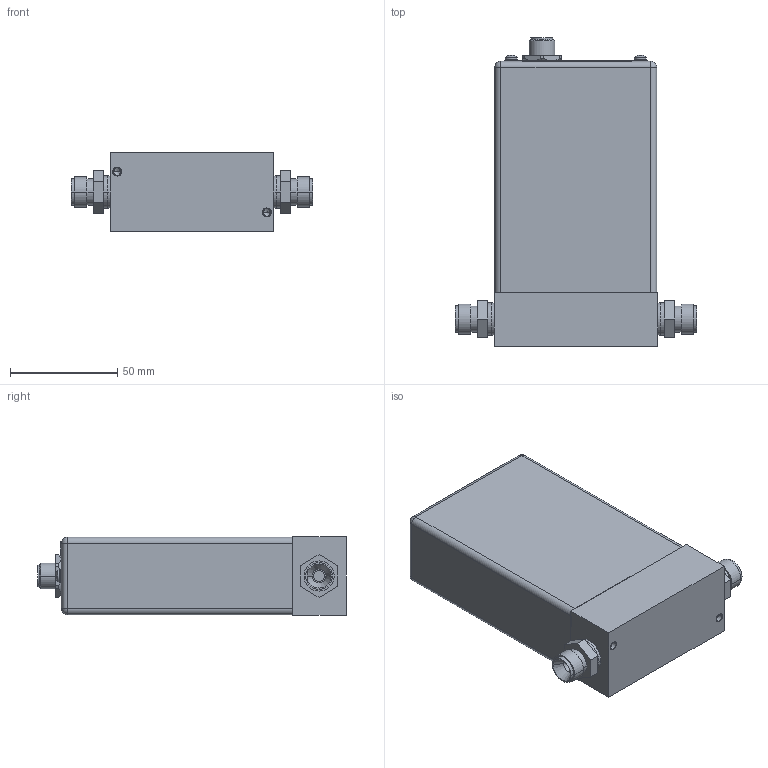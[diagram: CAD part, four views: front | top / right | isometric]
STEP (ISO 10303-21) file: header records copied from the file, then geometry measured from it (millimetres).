
FILE_DESCRIPTION((''),'2;1');
FILE_NAME('DNET_1-4_TUBE_ASM','2013-10-25T',('cockrofm'),('MKS Instruments, Inc.'),'PRO/ENGINEER BY PARAMETRIC TECHNOLOGY CORPORATION, 2009060','PRO/ENGINEER BY PARAMETRIC TECHNOLOGY CORPORATION, 2009060','');
FILE_SCHEMA(('AUTOMOTIVE_DESIGN { 1 2 10303 214 0 1 1 1 }'));
Length unit declared in the file: inch
Products named in the file (10): 118253_DUMMY_OUTLINE; 116158-P2_FTTNG-SWGLCK; 1-4_TUBE_ASM; 1042450_ENCLOSURE; 1032904_DNET-CONN; 1011702-002_4-40_PAN-HD-SEMS; 133675_DNET_CONN_NUT; 1038688_CONN_RJ45; 119937-P9_SMALL-SINGLE; DNET_1-4_TUBE_ASM
Assembly tree (11 placements, depth 3):
  DNET_1-4_TUBE_ASM
    1-4_TUBE_ASM
      118253_DUMMY_OUTLINE
      116158-P2_FTTNG-SWGLCK  x2
    1042450_ENCLOSURE
    1032904_DNET-CONN
    1011702-002_4-40_PAN-HD-SEMS  x2
    133675_DNET_CONN_NUT
    1038688_CONN_RJ45
    119937-P9_SMALL-SINGLE
Bounding box: 112.78 x 144.02 x 36.83 mm (x, y, z)
Volume: 101563.4 mm3; surface area: 72643.5 mm2
Topology: 10 solids, 16 shells, 431 faces, 1020 edges, 652 vertices
Faces by surface type: plane 181, cylinder 164, bspline 40, cone 26, torus 12, sphere 8
Entity records: 12398 total; most frequent: CARTESIAN_POINT 2318, DIRECTION 1782, ORIENTED_EDGE 1580, EDGE_CURVE 802, AXIS2_PLACEMENT_3D 683, VERTEX_POINT 522, PRESENTATION_STYLE_ASSIGNMENT 444, STYLED_ITEM 444
